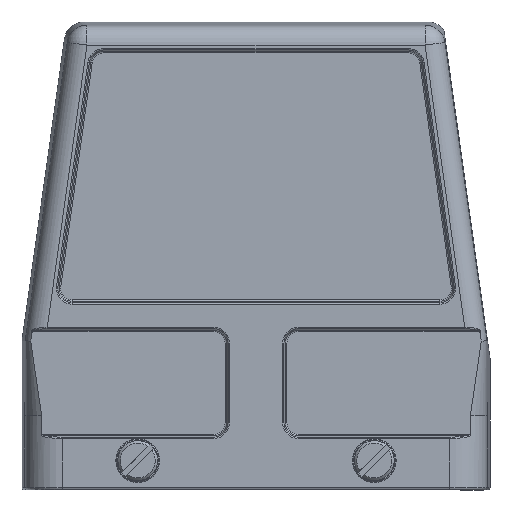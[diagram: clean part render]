
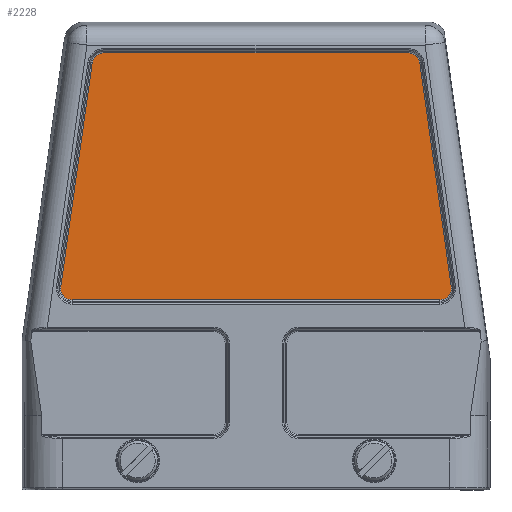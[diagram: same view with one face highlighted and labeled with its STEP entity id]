
A CAD part, front view. The second image highlights one B-rep face of the part: STEP entity #2228.
In plain terms, the highlighted planar face has unit normal (0, -1, 0).
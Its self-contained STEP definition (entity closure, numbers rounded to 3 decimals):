
#1528=FACE_OUTER_BOUND('',#4585,.T.);
#2228=ADVANCED_FACE('',(#1528),#2823,.T.);
#2823=PLANE('',#11252);
#3167=LINE('',#16943,#3828);
#3168=LINE('',#16947,#3829);
#3169=LINE('',#16951,#3830);
#3170=LINE('',#16955,#3831);
#3828=VECTOR('',#12538,1.);
#3829=VECTOR('',#12541,1.);
#3830=VECTOR('',#12544,1.);
#3831=VECTOR('',#12547,1.);
#4585=EDGE_LOOP('',(#5460,#5461,#5462,#5463,#5464,#5465,#5466,#5467));
#5460=ORIENTED_EDGE('',*,*,#9054,.T.);
#5461=ORIENTED_EDGE('',*,*,#9055,.T.);
#5462=ORIENTED_EDGE('',*,*,#9056,.T.);
#5463=ORIENTED_EDGE('',*,*,#9057,.T.);
#5464=ORIENTED_EDGE('',*,*,#9058,.T.);
#5465=ORIENTED_EDGE('',*,*,#9059,.T.);
#5466=ORIENTED_EDGE('',*,*,#9060,.T.);
#5467=ORIENTED_EDGE('',*,*,#9061,.T.);
#8174=VERTEX_POINT('',#16941);
#8175=VERTEX_POINT('',#16942);
#8176=VERTEX_POINT('',#16944);
#8177=VERTEX_POINT('',#16946);
#8178=VERTEX_POINT('',#16948);
#8179=VERTEX_POINT('',#16950);
#8180=VERTEX_POINT('',#16952);
#8181=VERTEX_POINT('',#16954);
#9054=EDGE_CURVE('',#8174,#8175,#10247,.T.);
#9055=EDGE_CURVE('',#8175,#8176,#3167,.T.);
#9056=EDGE_CURVE('',#8176,#8177,#10248,.T.);
#9057=EDGE_CURVE('',#8177,#8178,#3168,.T.);
#9058=EDGE_CURVE('',#8178,#8179,#10249,.T.);
#9059=EDGE_CURVE('',#8179,#8180,#3169,.T.);
#9060=EDGE_CURVE('',#8180,#8181,#10250,.T.);
#9061=EDGE_CURVE('',#8181,#8174,#3170,.T.);
#10247=CIRCLE('',#11248,2.29);
#10248=CIRCLE('',#11249,2.29);
#10249=CIRCLE('',#11250,2.29);
#10250=CIRCLE('',#11251,2.29);
#11248=AXIS2_PLACEMENT_3D('',#16940,#12536,#12537);
#11249=AXIS2_PLACEMENT_3D('',#16945,#12539,#12540);
#11250=AXIS2_PLACEMENT_3D('',#16949,#12542,#12543);
#11251=AXIS2_PLACEMENT_3D('',#16953,#12545,#12546);
#11252=AXIS2_PLACEMENT_3D('',#16956,#12548,#12549);
#12536=DIRECTION('',(0.,-1.,0.));
#12537=DIRECTION('',(0.,0.,1.));
#12538=DIRECTION('',(-1.,0.,0.));
#12539=DIRECTION('',(0.,-1.,0.));
#12540=DIRECTION('',(0.,0.,1.));
#12541=DIRECTION('',(-0.139,0.,-0.99));
#12542=DIRECTION('',(0.,-1.,0.));
#12543=DIRECTION('',(0.,0.,1.));
#12544=DIRECTION('',(1.,0.,0.));
#12545=DIRECTION('',(0.,-1.,0.));
#12546=DIRECTION('',(0.,0.,1.));
#12547=DIRECTION('',(-0.139,0.,0.99));
#12548=DIRECTION('',(0.,-1.,0.));
#12549=DIRECTION('',(0.,0.,1.));
#16940=CARTESIAN_POINT('',(30.616,-40.,76.35));
#16941=CARTESIAN_POINT('',(32.884,-40.,76.669));
#16942=CARTESIAN_POINT('',(30.616,-40.,78.64));
#16943=CARTESIAN_POINT('',(30.616,-40.,78.64));
#16944=CARTESIAN_POINT('',(-30.616,-40.,78.64));
#16945=CARTESIAN_POINT('',(-30.616,-40.,76.35));
#16946=CARTESIAN_POINT('',(-32.884,-40.,76.669));
#16947=CARTESIAN_POINT('',(-32.884,-40.,76.669));
#16948=CARTESIAN_POINT('',(-39.208,-40.,31.669));
#16949=CARTESIAN_POINT('',(-36.941,-40.,31.35));
#16950=CARTESIAN_POINT('',(-36.941,-40.,29.06));
#16951=CARTESIAN_POINT('',(-36.941,-40.,29.06));
#16952=CARTESIAN_POINT('',(36.941,-40.,29.06));
#16953=CARTESIAN_POINT('',(36.941,-40.,31.35));
#16954=CARTESIAN_POINT('',(39.208,-40.,31.669));
#16955=CARTESIAN_POINT('',(39.208,-40.,31.669));
#16956=CARTESIAN_POINT('',(-30.616,-40.,76.35));
